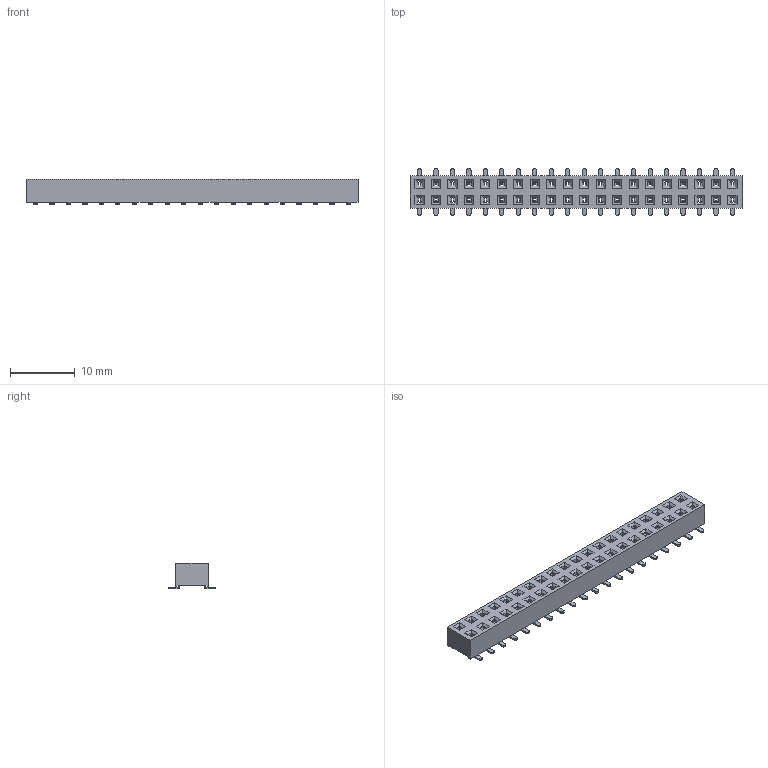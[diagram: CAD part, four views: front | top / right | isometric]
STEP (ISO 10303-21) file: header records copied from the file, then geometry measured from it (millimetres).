
FILE_DESCRIPTION (( 'STEP AP214' ), '1' );
FILE_NAME ('2.54-3.55-U-PC7.2.STEP', '2019-09-06T05:54:53', ( '微软用户' ), ( '微软中国' ), 'SwSTEP 2.0', 'SolidWorks 2012', '' );
FILE_SCHEMA (( 'AUTOMOTIVE_DESIGN' ));
Length unit declared in the file: millimetre
Products named in the file (3): 2.54-3.55-; 2.54-3.5-U¶Ësmt; 2.54-3.55-U-PC7.2
Assembly tree (41 placements, depth 2):
  2.54-3.55-U-PC7.2
    2.54-3.55-
    2.54-3.5-U¶Ësmt  x40
Bounding box: 51.2 x 7.2 x 3.92 mm (x, y, z)
Volume: 590.6 mm3; surface area: 2843.9 mm2
Topology: 41 solids, 41 shells, 1850 faces, 4984 edges, 3216 vertices
Faces by surface type: plane 1490, cylinder 200, bspline 160
Entity records: 18902 total; most frequent: CARTESIAN_POINT 3344, ORIENTED_EDGE 3260, DIRECTION 2916, EDGE_CURVE 1630, VECTOR 1612, LINE 1612, VERTEX_POINT 1032, EDGE_LOOP 682
